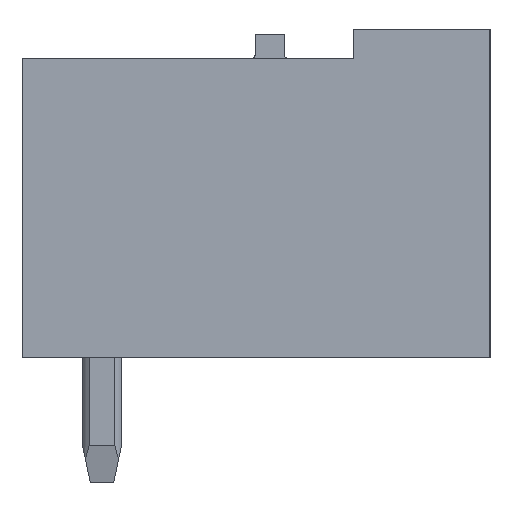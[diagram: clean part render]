
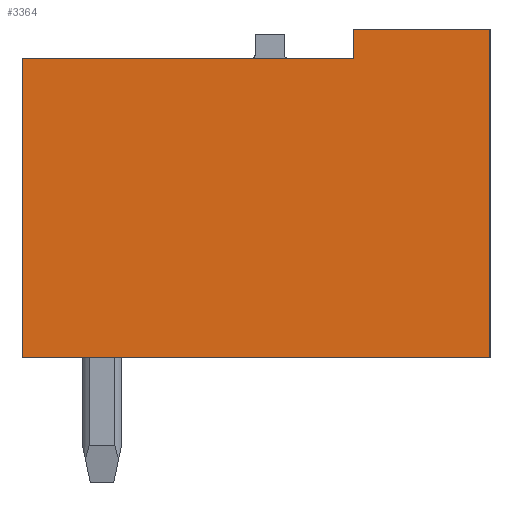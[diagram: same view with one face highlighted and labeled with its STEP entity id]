
A CAD part, left-side view. The second image highlights one B-rep face of the part: STEP entity #3364.
In plain terms, the highlighted planar face has unit normal (-1, 0, 0).
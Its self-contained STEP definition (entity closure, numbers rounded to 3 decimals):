
#3354=AXIS2_PLACEMENT_3D('Plane Axis2P3D',#3351,#3352,#3353) ;
#269=CARTESIAN_POINT('Vertex',(0.,3.5,11.63)) ;
#272=CARTESIAN_POINT('Line Origine',(0.,1.75,11.63)) ;
#276=CARTESIAN_POINT('Vertex',(0.,0.,11.63)) ;
#639=CARTESIAN_POINT('Vertex',(0.,12.,10.88)) ;
#642=CARTESIAN_POINT('Line Origine',(0.,7.75,10.88)) ;
#646=CARTESIAN_POINT('Vertex',(0.,3.5,10.88)) ;
#858=CARTESIAN_POINT('Vertex',(0.,12.,3.2)) ;
#861=CARTESIAN_POINT('Line Origine',(0.,12.,7.04)) ;
#925=CARTESIAN_POINT('Vertex',(0.,0.,3.2)) ;
#928=CARTESIAN_POINT('Line Origine',(0.,6.,3.2)) ;
#1533=CARTESIAN_POINT('Line Origine',(0.,0.,7.415)) ;
#2693=CARTESIAN_POINT('Line Origine',(0.,3.5,11.255)) ;
#3351=CARTESIAN_POINT('Axis2P3D Location',(0.,0.,0.)) ;
#273=DIRECTION('Vector Direction',(0.,-1.,0.)) ;
#643=DIRECTION('Vector Direction',(0.,1.,0.)) ;
#862=DIRECTION('Vector Direction',(0.,0.,1.)) ;
#929=DIRECTION('Vector Direction',(0.,1.,0.)) ;
#1534=DIRECTION('Vector Direction',(0.,0.,-1.)) ;
#2694=DIRECTION('Vector Direction',(0.,0.,1.)) ;
#3352=DIRECTION('Axis2P3D Direction',(-1.,0.,0.)) ;
#3353=DIRECTION('Axis2P3D XDirection',(0.,-1.,0.)) ;
#274=VECTOR('Line Direction',#273,1.) ;
#644=VECTOR('Line Direction',#643,1.) ;
#863=VECTOR('Line Direction',#862,1.) ;
#930=VECTOR('Line Direction',#929,1.) ;
#1535=VECTOR('Line Direction',#1534,1.) ;
#2695=VECTOR('Line Direction',#2694,1.) ;
#3357=ORIENTED_EDGE('',*,*,#1537,.T.) ;
#3358=ORIENTED_EDGE('',*,*,#278,.T.) ;
#3359=ORIENTED_EDGE('',*,*,#2697,.T.) ;
#3360=ORIENTED_EDGE('',*,*,#648,.T.) ;
#3361=ORIENTED_EDGE('',*,*,#865,.T.) ;
#3362=ORIENTED_EDGE('',*,*,#932,.T.) ;
#3364=ADVANCED_FACE('Housing',(#3363),#3355,.T.) ;
#278=EDGE_CURVE('',#277,#270,#275,.F.) ;
#648=EDGE_CURVE('',#647,#640,#645,.T.) ;
#865=EDGE_CURVE('',#640,#859,#864,.F.) ;
#932=EDGE_CURVE('',#859,#926,#931,.F.) ;
#1537=EDGE_CURVE('',#926,#277,#1536,.F.) ;
#2697=EDGE_CURVE('',#270,#647,#2696,.F.) ;
#3356=EDGE_LOOP('',(#3357,#3358,#3359,#3360,#3361,#3362)) ;
#3363=FACE_OUTER_BOUND('',#3356,.T.) ;
#275=LINE('Line',#272,#274) ;
#645=LINE('Line',#642,#644) ;
#864=LINE('Line',#861,#863) ;
#931=LINE('Line',#928,#930) ;
#1536=LINE('Line',#1533,#1535) ;
#2696=LINE('Line',#2693,#2695) ;
#3355=PLANE('',#3354) ;
#270=VERTEX_POINT('',#269) ;
#277=VERTEX_POINT('',#276) ;
#640=VERTEX_POINT('',#639) ;
#647=VERTEX_POINT('',#646) ;
#859=VERTEX_POINT('',#858) ;
#926=VERTEX_POINT('',#925) ;
